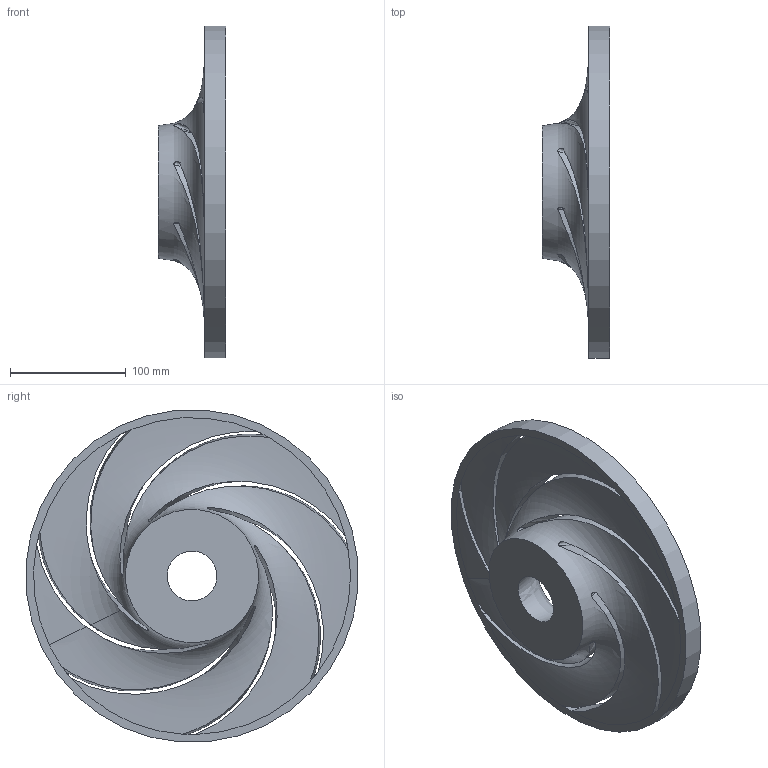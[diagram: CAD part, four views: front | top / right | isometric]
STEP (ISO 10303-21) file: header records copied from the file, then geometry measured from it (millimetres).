
FILE_DESCRIPTION(('FreeCAD Model'),'2;1');
FILE_NAME('Open CASCADE Shape Model','2022-01-18T23:53:16',(''),(''), 'Open CASCADE STEP processor 7.5','FreeCAD','Unknown');
FILE_SCHEMA(('AUTOMOTIVE_DESIGN { 1 0 10303 214 1 1 1 1 }'));
Length unit declared in the file: millimetre
Products named in the file (1): Blades
Bounding box: 58 x 286.9 x 286.9 mm (x, y, z)
Volume: 1299840 mm3; surface area: 204636.2 mm2
Topology: 1 solids, 1 shells, 38 faces, 119 edges, 70 vertices
Faces by surface type: bspline 21, cylinder 8, revolution 6, plane 3
Full cylindrical faces by diameter (mm): 287.7 x1
Entity records: 34750 total; most frequent: CARTESIAN_POINT 32809, ORIENTED_EDGE 238, PCURVE 238, DEFINITIONAL_REPRESENTATION 238, B_SPLINE_CURVE_WITH_KNOTS 218, DIRECTION 209, EDGE_CURVE 119, SURFACE_CURVE 116
